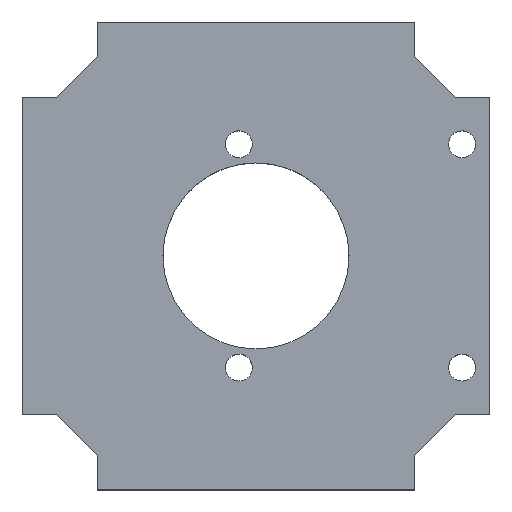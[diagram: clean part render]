
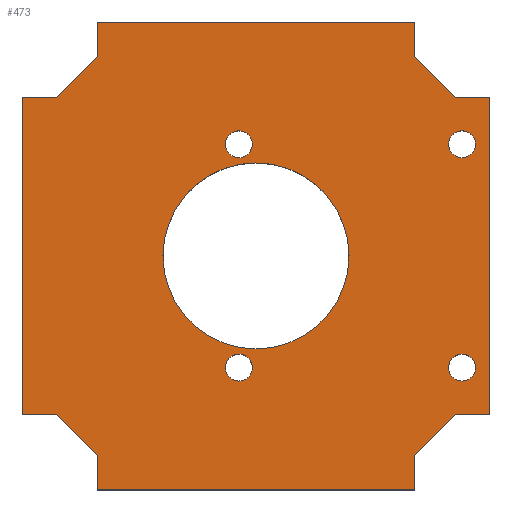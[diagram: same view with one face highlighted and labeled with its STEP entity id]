
A CAD part, top view. The second image highlights one B-rep face of the part: STEP entity #473.
In plain terms, the highlighted planar face has unit normal (0, 0, 1).
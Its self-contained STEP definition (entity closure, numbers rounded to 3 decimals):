
#20=FACE_BOUND('',#94,.T.);
#21=FACE_BOUND('',#95,.T.);
#22=FACE_BOUND('',#96,.T.);
#23=FACE_BOUND('',#97,.T.);
#24=FACE_BOUND('',#98,.T.);
#42=PLANE('',#526);
#65=FACE_OUTER_BOUND('',#93,.T.);
#93=EDGE_LOOP('',(#425,#426,#427,#428,#429,#430,#431,#432,#433,#434,#435,
#436,#437,#438,#439,#440));
#94=EDGE_LOOP('',(#441));
#95=EDGE_LOOP('',(#442));
#96=EDGE_LOOP('',(#443));
#97=EDGE_LOOP('',(#444));
#98=EDGE_LOOP('',(#445));
#106=LINE('',#686,#159);
#109=LINE('',#692,#162);
#112=LINE('',#698,#165);
#115=LINE('',#704,#168);
#118=LINE('',#710,#171);
#121=LINE('',#716,#174);
#124=LINE('',#722,#177);
#127=LINE('',#728,#180);
#130=LINE('',#734,#183);
#133=LINE('',#740,#186);
#136=LINE('',#746,#189);
#139=LINE('',#752,#192);
#142=LINE('',#758,#195);
#145=LINE('',#764,#198);
#148=LINE('',#770,#201);
#151=LINE('',#774,#204);
#159=VECTOR('',#568,10.);
#162=VECTOR('',#573,10.);
#165=VECTOR('',#578,10.);
#168=VECTOR('',#583,10.);
#171=VECTOR('',#588,10.);
#174=VECTOR('',#593,10.);
#177=VECTOR('',#598,10.);
#180=VECTOR('',#603,10.);
#183=VECTOR('',#608,10.);
#186=VECTOR('',#613,10.);
#189=VECTOR('',#618,10.);
#192=VECTOR('',#623,10.);
#195=VECTOR('',#628,10.);
#198=VECTOR('',#633,10.);
#201=VECTOR('',#638,10.);
#204=VECTOR('',#643,10.);
#205=CIRCLE('',#495,10.);
#207=CIRCLE('',#498,1.45);
#209=CIRCLE('',#501,1.45);
#211=CIRCLE('',#504,1.45);
#213=CIRCLE('',#507,1.45);
#215=VERTEX_POINT('',#650);
#217=VERTEX_POINT('',#656);
#219=VERTEX_POINT('',#662);
#221=VERTEX_POINT('',#668);
#223=VERTEX_POINT('',#674);
#227=VERTEX_POINT('',#683);
#228=VERTEX_POINT('',#685);
#230=VERTEX_POINT('',#691);
#232=VERTEX_POINT('',#697);
#234=VERTEX_POINT('',#703);
#236=VERTEX_POINT('',#709);
#238=VERTEX_POINT('',#715);
#240=VERTEX_POINT('',#721);
#242=VERTEX_POINT('',#727);
#244=VERTEX_POINT('',#733);
#246=VERTEX_POINT('',#739);
#248=VERTEX_POINT('',#745);
#250=VERTEX_POINT('',#751);
#252=VERTEX_POINT('',#757);
#254=VERTEX_POINT('',#763);
#256=VERTEX_POINT('',#769);
#257=EDGE_CURVE('',#215,#215,#205,.T.);
#260=EDGE_CURVE('',#217,#217,#207,.T.);
#263=EDGE_CURVE('',#219,#219,#209,.T.);
#266=EDGE_CURVE('',#221,#221,#211,.T.);
#269=EDGE_CURVE('',#223,#223,#213,.T.);
#274=EDGE_CURVE('',#228,#227,#106,.T.);
#277=EDGE_CURVE('',#230,#228,#109,.T.);
#280=EDGE_CURVE('',#232,#230,#112,.T.);
#283=EDGE_CURVE('',#234,#232,#115,.T.);
#286=EDGE_CURVE('',#236,#234,#118,.T.);
#289=EDGE_CURVE('',#238,#236,#121,.T.);
#292=EDGE_CURVE('',#240,#238,#124,.T.);
#295=EDGE_CURVE('',#242,#240,#127,.T.);
#298=EDGE_CURVE('',#244,#242,#130,.T.);
#301=EDGE_CURVE('',#246,#244,#133,.T.);
#304=EDGE_CURVE('',#248,#246,#136,.T.);
#307=EDGE_CURVE('',#250,#248,#139,.T.);
#310=EDGE_CURVE('',#252,#250,#142,.T.);
#313=EDGE_CURVE('',#254,#252,#145,.T.);
#316=EDGE_CURVE('',#256,#254,#148,.T.);
#319=EDGE_CURVE('',#227,#256,#151,.T.);
#425=ORIENTED_EDGE('',*,*,#319,.T.);
#426=ORIENTED_EDGE('',*,*,#316,.T.);
#427=ORIENTED_EDGE('',*,*,#313,.T.);
#428=ORIENTED_EDGE('',*,*,#310,.T.);
#429=ORIENTED_EDGE('',*,*,#307,.T.);
#430=ORIENTED_EDGE('',*,*,#304,.T.);
#431=ORIENTED_EDGE('',*,*,#301,.T.);
#432=ORIENTED_EDGE('',*,*,#298,.T.);
#433=ORIENTED_EDGE('',*,*,#295,.T.);
#434=ORIENTED_EDGE('',*,*,#292,.T.);
#435=ORIENTED_EDGE('',*,*,#289,.T.);
#436=ORIENTED_EDGE('',*,*,#286,.T.);
#437=ORIENTED_EDGE('',*,*,#283,.T.);
#438=ORIENTED_EDGE('',*,*,#280,.T.);
#439=ORIENTED_EDGE('',*,*,#277,.T.);
#440=ORIENTED_EDGE('',*,*,#274,.T.);
#441=ORIENTED_EDGE('',*,*,#257,.T.);
#442=ORIENTED_EDGE('',*,*,#260,.T.);
#443=ORIENTED_EDGE('',*,*,#263,.T.);
#444=ORIENTED_EDGE('',*,*,#266,.T.);
#445=ORIENTED_EDGE('',*,*,#269,.T.);
#473=ADVANCED_FACE('',(#65,#20,#21,#22,#23,#24),#42,.T.);
#495=AXIS2_PLACEMENT_3D('',#651,#531,#532);
#498=AXIS2_PLACEMENT_3D('',#657,#538,#539);
#501=AXIS2_PLACEMENT_3D('',#663,#545,#546);
#504=AXIS2_PLACEMENT_3D('',#669,#552,#553);
#507=AXIS2_PLACEMENT_3D('',#675,#559,#560);
#526=AXIS2_PLACEMENT_3D('',#776,#646,#647);
#531=DIRECTION('center_axis',(0.,0.,-1.));
#532=DIRECTION('ref_axis',(-1.,0.,0.));
#538=DIRECTION('center_axis',(0.,0.,-1.));
#539=DIRECTION('ref_axis',(-1.,0.,0.));
#545=DIRECTION('center_axis',(0.,0.,-1.));
#546=DIRECTION('ref_axis',(-1.,0.,0.));
#552=DIRECTION('center_axis',(0.,0.,-1.));
#553=DIRECTION('ref_axis',(-1.,0.,0.));
#559=DIRECTION('center_axis',(0.,0.,-1.));
#560=DIRECTION('ref_axis',(-1.,0.,0.));
#568=DIRECTION('',(0.,1.,0.));
#573=DIRECTION('',(-0.707,0.707,0.));
#578=DIRECTION('',(-1.,0.,0.));
#583=DIRECTION('',(0.,1.,0.));
#588=DIRECTION('',(1.,0.,0.));
#593=DIRECTION('',(0.707,0.707,0.));
#598=DIRECTION('',(0.,1.,0.));
#603=DIRECTION('',(1.,0.,0.));
#608=DIRECTION('',(0.,-1.,0.));
#613=DIRECTION('',(0.707,-0.707,0.));
#618=DIRECTION('',(1.,0.,0.));
#623=DIRECTION('',(0.,-1.,0.));
#628=DIRECTION('',(-1.,0.,0.));
#633=DIRECTION('',(-0.707,-0.707,0.));
#638=DIRECTION('',(0.,-1.,0.));
#643=DIRECTION('',(-1.,0.,0.));
#646=DIRECTION('center_axis',(0.,0.,1.));
#647=DIRECTION('ref_axis',(1.,0.,0.));
#650=CARTESIAN_POINT('',(10.,0.,8.));
#651=CARTESIAN_POINT('Origin',(0.,0.,8.));
#656=CARTESIAN_POINT('',(-0.399,-12.,8.));
#657=CARTESIAN_POINT('Origin',(-1.849,-12.,8.));
#662=CARTESIAN_POINT('',(23.601,12.,8.));
#663=CARTESIAN_POINT('Origin',(22.151,12.,8.));
#668=CARTESIAN_POINT('',(23.601,-12.,8.));
#669=CARTESIAN_POINT('Origin',(22.151,-12.,8.));
#674=CARTESIAN_POINT('',(-0.399,12.,8.));
#675=CARTESIAN_POINT('Origin',(-1.849,12.,8.));
#683=CARTESIAN_POINT('',(17.05,25.151,8.));
#685=CARTESIAN_POINT('',(17.05,21.461,8.));
#686=CARTESIAN_POINT('',(17.05,25.151,8.));
#691=CARTESIAN_POINT('',(21.461,17.05,8.));
#692=CARTESIAN_POINT('',(19.256,19.256,8.));
#697=CARTESIAN_POINT('',(25.151,17.05,8.));
#698=CARTESIAN_POINT('',(21.461,17.05,8.));
#703=CARTESIAN_POINT('',(25.151,-17.05,8.));
#704=CARTESIAN_POINT('',(25.151,0.,8.));
#709=CARTESIAN_POINT('',(21.461,-17.05,8.));
#710=CARTESIAN_POINT('',(25.151,-17.05,8.));
#715=CARTESIAN_POINT('',(17.05,-21.461,8.));
#716=CARTESIAN_POINT('',(19.256,-19.256,8.));
#721=CARTESIAN_POINT('',(17.05,-25.151,8.));
#722=CARTESIAN_POINT('',(17.05,-21.461,8.));
#727=CARTESIAN_POINT('',(-17.05,-25.151,8.));
#728=CARTESIAN_POINT('',(0.,-25.151,8.));
#733=CARTESIAN_POINT('',(-17.05,-21.461,8.));
#734=CARTESIAN_POINT('',(-17.05,-25.151,8.));
#739=CARTESIAN_POINT('',(-21.461,-17.05,8.));
#740=CARTESIAN_POINT('',(-19.256,-19.256,8.));
#745=CARTESIAN_POINT('',(-25.151,-17.05,8.));
#746=CARTESIAN_POINT('',(-21.461,-17.05,8.));
#751=CARTESIAN_POINT('',(-25.151,17.05,8.));
#752=CARTESIAN_POINT('',(-25.151,0.,8.));
#757=CARTESIAN_POINT('',(-21.461,17.05,8.));
#758=CARTESIAN_POINT('',(-25.151,17.05,8.));
#763=CARTESIAN_POINT('',(-17.05,21.461,8.));
#764=CARTESIAN_POINT('',(-19.256,19.256,8.));
#769=CARTESIAN_POINT('',(-17.05,25.151,8.));
#770=CARTESIAN_POINT('',(-17.05,21.461,8.));
#774=CARTESIAN_POINT('',(0.,25.151,8.));
#776=CARTESIAN_POINT('Origin',(0.,0.,
8.));
